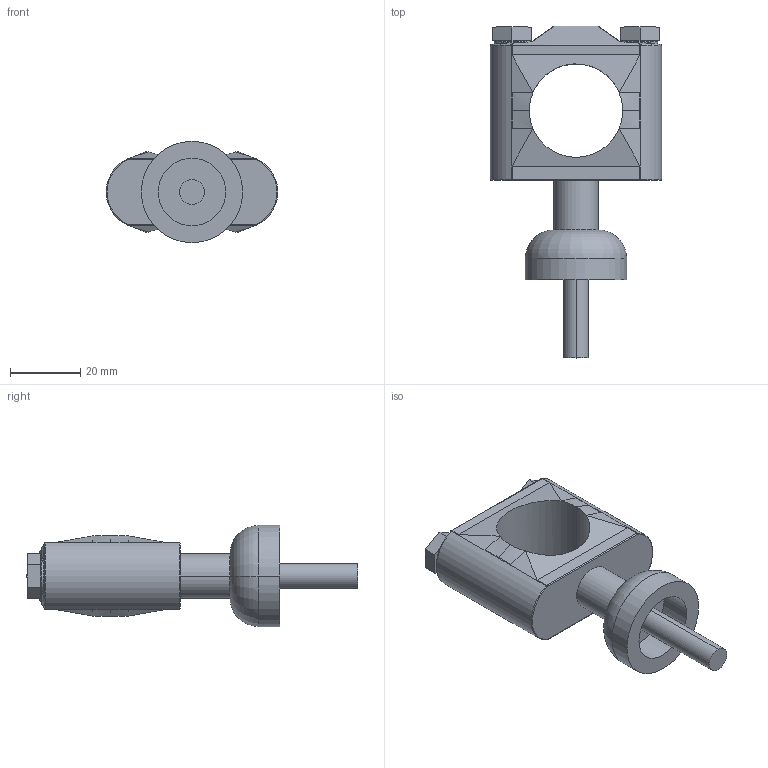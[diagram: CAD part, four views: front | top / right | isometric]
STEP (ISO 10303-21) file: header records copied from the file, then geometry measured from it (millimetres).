
FILE_DESCRIPTION (( 'STEP AP214' ), '1' );
FILE_NAME ('ZC1PC0.75P304ZP .STEP', '2023-07-14T15:40:43', ( '' ), ( '' ), 'SwSTEP 2.0', 'SolidWorks 2018', '' );
FILE_SCHEMA (( 'AUTOMOTIVE_DESIGN' ));
Length unit declared in the file: inch
Products named in the file (1): ZC1PC0.75P304ZP 
Bounding box: 49.02 x 94.85 x 28.96 mm (x, y, z)
Volume: 34585.9 mm3; surface area: 11518 mm2
Topology: 1 solids, 1 shells, 152 faces, 371 edges, 222 vertices
Faces by surface type: cylinder 47, plane 44, bspline 41, torus 20
Entity records: 5831 total; most frequent: CARTESIAN_POINT 2601, ORIENTED_EDGE 734, DIRECTION 586, EDGE_CURVE 367, AXIS2_PLACEMENT_3D 227, VERTEX_POINT 222, EDGE_LOOP 159, FACE_OUTER_BOUND 152
